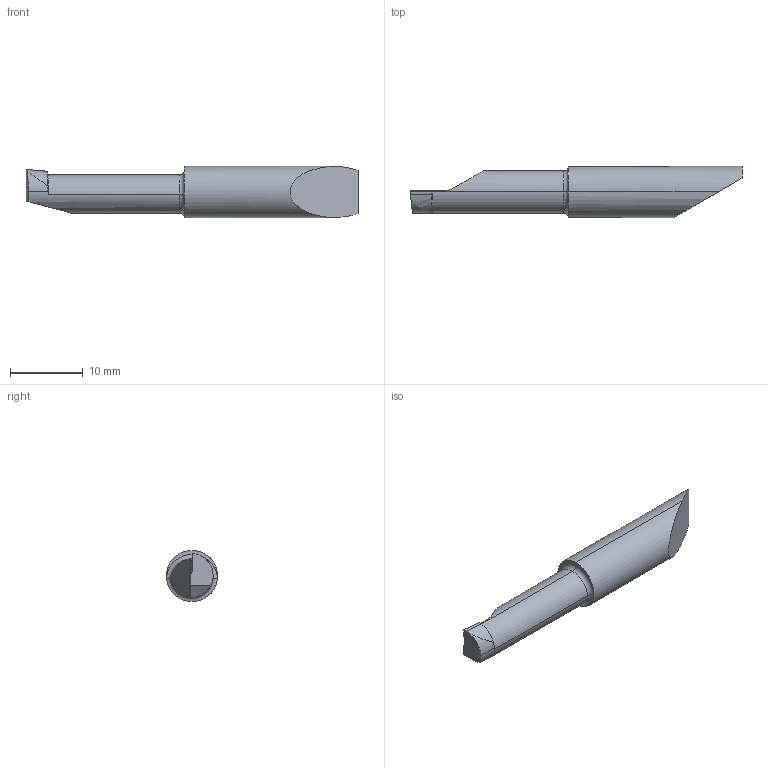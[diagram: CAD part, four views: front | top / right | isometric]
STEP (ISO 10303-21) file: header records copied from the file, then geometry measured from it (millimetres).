
FILE_DESCRIPTION (( 'STEP AP214' ), '1' );
FILE_NAME ('A07.0295.20.62.05 YR.STEP', '2019-06-14T11:56:50', ( '' ), ( '' ), 'SwSTEP 2.0', 'SolidWorks 2017', '' );
FILE_SCHEMA (( 'AUTOMOTIVE_DESIGN' ));
Length unit declared in the file: millimetre
Products named in the file (1): A07.0295.20.62.05 YR
Bounding box: 45.5 x 7 x 7 mm (x, y, z)
Volume: 1204.6 mm3; surface area: 880.3 mm2
Topology: 1 solids, 1 shells, 27 faces, 70 edges, 45 vertices
Faces by surface type: plane 11, cylinder 7, torus 5, cone 3, bspline 1
Entity records: 911 total; most frequent: CARTESIAN_POINT 257, ORIENTED_EDGE 140, DIRECTION 122, EDGE_CURVE 70, AXIS2_PLACEMENT_3D 49, VERTEX_POINT 45, ADVANCED_FACE 27, FACE_OUTER_BOUND 27
